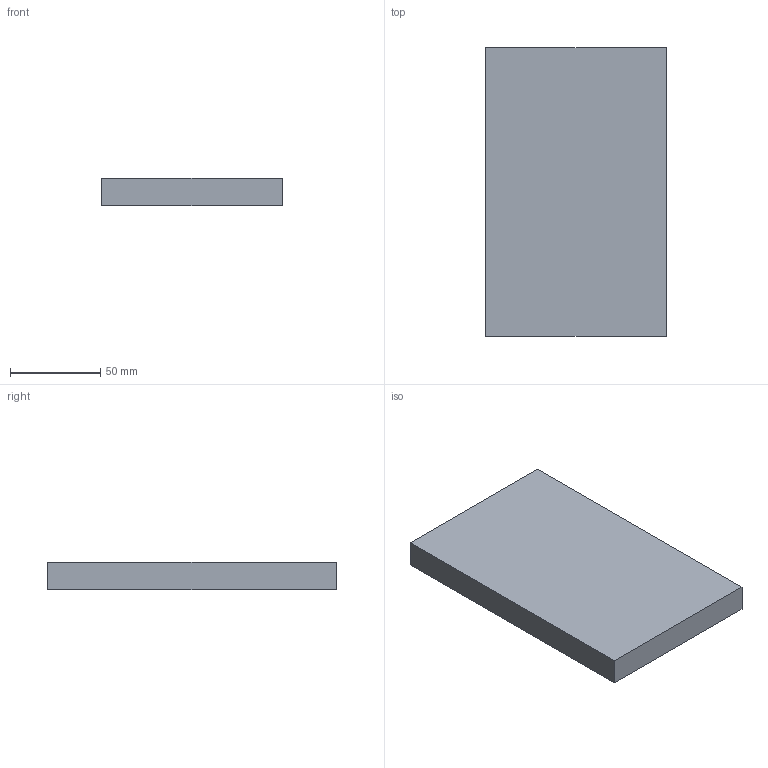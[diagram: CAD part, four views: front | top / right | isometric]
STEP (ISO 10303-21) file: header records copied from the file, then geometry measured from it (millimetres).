
FILE_DESCRIPTION(('FreeCAD Model'),'2;1');
FILE_NAME('Open CASCADE Shape Model','2021-02-01T11:42:49',('Author'),( ''),'Open CASCADE STEP processor 7.4','FreeCAD','Unknown');
FILE_SCHEMA(('AUTOMOTIVE_DESIGN { 1 0 10303 214 1 1 1 1 }'));
Length unit declared in the file: millimetre
Products named in the file (1): Cut
Bounding box: 100 x 160 x 15 mm (x, y, z)
Volume: 199239.4 mm3; surface area: 46507.6 mm2
Topology: 1 solids, 1 shells, 623 faces, 1431 edges, 830 vertices
Faces by surface type: cylinder 305, plane 150, torus 84, revolution 72, sphere 12
Full cylindrical faces by diameter (mm): 28 x1
Entity records: 21983 total; most frequent: CARTESIAN_POINT 3738, DIRECTION 3360, ORIENTED_EDGE 2838, EDGE_CURVE 1419, AXIS2_PLACEMENT_3D 1318, VERTEX_POINT 830, CIRCLE 766, FACE_BOUND 655
